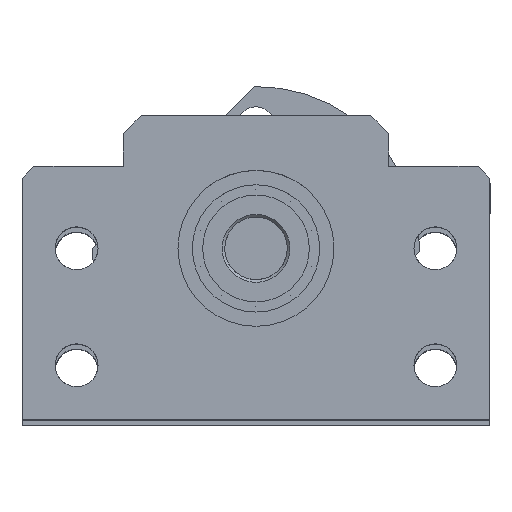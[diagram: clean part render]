
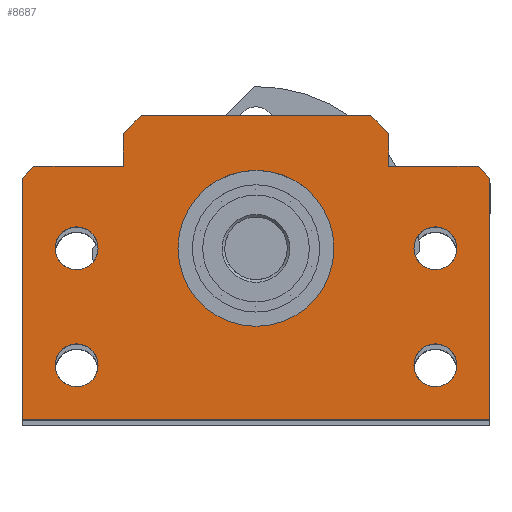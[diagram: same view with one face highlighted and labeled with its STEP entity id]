
A CAD part, top view. The second image highlights one B-rep face of the part: STEP entity #8687.
In plain terms, the highlighted face is planar.
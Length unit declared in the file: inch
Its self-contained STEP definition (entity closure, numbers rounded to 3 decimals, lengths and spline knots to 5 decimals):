
#8478=CARTESIAN_POINT('',(0.,1.21953,0.0));
#8479=VERTEX_POINT('',#8478);
#8486=CARTESIAN_POINT('',(-0.06,1.27953,0.0));
#8487=VERTEX_POINT('',#8486);
#8488=CARTESIAN_POINT('',(0.,1.21953,0.0));
#8489=DIRECTION('',(-0.707,0.707,0.0));
#8490=VECTOR('',#8489,0.08485);
#8491=LINE('',#8488,#8490);
#8492=EDGE_CURVE('',#8479,#8487,#8491,.T.);
#8509=CARTESIAN_POINT('',(-0.51181,1.27953,0.0));
#8510=VERTEX_POINT('',#8509);
#8511=CARTESIAN_POINT('',(-0.06,1.27953,0.0));
#8512=DIRECTION('',(-1.0,0.0,0.0));
#8513=VECTOR('',#8512,0.45181);
#8514=LINE('',#8511,#8513);
#8515=EDGE_CURVE('',#8487,#8510,#8514,.T.);
#8545=CARTESIAN_POINT('',(-1.1811,1.40748,0.0));
#8546=DIRECTION('',(0.0,0.0,1.0));
#8547=DIRECTION('',(1.0,0.0,0.0));
#8548=AXIS2_PLACEMENT_3D('',#8545,#8546,#8547);
#8549=PLANE('',#8548);
#8550=ORIENTED_EDGE('',*,*,#8492,.F.);
#8551=CARTESIAN_POINT('',(0.0,0.0,0.0));
#8552=VERTEX_POINT('',#8551);
#8553=CARTESIAN_POINT('',(0.0,0.0,0.0));
#8554=DIRECTION('',(0.0,1.0,0.0));
#8555=VECTOR('',#8554,1.21953);
#8556=LINE('',#8553,#8555);
#8557=EDGE_CURVE('',#8552,#8479,#8556,.T.);
#8558=ORIENTED_EDGE('',*,*,#8557,.F.);
#8559=CARTESIAN_POINT('',(-2.3622,0.,0.0));
#8560=VERTEX_POINT('',#8559);
#8561=CARTESIAN_POINT('',(-2.3622,0.,0.0));
#8562=DIRECTION('',(1.0,0.0,0.0));
#8563=VECTOR('',#8562,2.3622);
#8564=LINE('',#8561,#8563);
#8565=EDGE_CURVE('',#8560,#8552,#8564,.T.);
#8566=ORIENTED_EDGE('',*,*,#8565,.F.);
#8567=CARTESIAN_POINT('',(-2.3622,1.21953,0.0));
#8568=VERTEX_POINT('',#8567);
#8569=CARTESIAN_POINT('',(-2.3622,1.21953,0.0));
#8570=DIRECTION('',(0.0,-1.0,0.0));
#8571=VECTOR('',#8570,1.21953);
#8572=LINE('',#8569,#8571);
#8573=EDGE_CURVE('',#8568,#8560,#8572,.T.);
#8574=ORIENTED_EDGE('',*,*,#8573,.F.);
#8575=CARTESIAN_POINT('',(-2.3022,1.27953,0.0));
#8576=VERTEX_POINT('',#8575);
#8577=CARTESIAN_POINT('',(-2.3022,1.27953,0.0));
#8578=DIRECTION('',(-0.707,-0.707,0.0));
#8579=VECTOR('',#8578,0.08485);
#8580=LINE('',#8577,#8579);
#8581=EDGE_CURVE('',#8576,#8568,#8580,.T.);
#8582=ORIENTED_EDGE('',*,*,#8581,.F.);
#8583=CARTESIAN_POINT('',(-1.85039,1.27953,0.0));
#8584=VERTEX_POINT('',#8583);
#8585=CARTESIAN_POINT('',(-1.85039,1.27953,0.0));
#8586=DIRECTION('',(-1.0,0.0,0.0));
#8587=VECTOR('',#8586,0.45181);
#8588=LINE('',#8585,#8587);
#8589=EDGE_CURVE('',#8584,#8576,#8588,.T.);
#8590=ORIENTED_EDGE('',*,*,#8589,.F.);
#8591=CARTESIAN_POINT('',(-1.85039,1.44543,0.0));
#8592=VERTEX_POINT('',#8591);
#8593=CARTESIAN_POINT('',(-1.85039,1.44543,0.0));
#8594=DIRECTION('',(0.0,-1.0,0.0));
#8595=VECTOR('',#8594,0.16591);
#8596=LINE('',#8593,#8595);
#8597=EDGE_CURVE('',#8592,#8584,#8596,.T.);
#8598=ORIENTED_EDGE('',*,*,#8597,.F.);
#8599=CARTESIAN_POINT('',(-1.76039,1.53543,0.0));
#8600=VERTEX_POINT('',#8599);
#8601=CARTESIAN_POINT('',(-1.76039,1.53543,0.0));
#8602=DIRECTION('',(-0.707,-0.707,0.0));
#8603=VECTOR('',#8602,0.12728);
#8604=LINE('',#8601,#8603);
#8605=EDGE_CURVE('',#8600,#8592,#8604,.T.);
#8606=ORIENTED_EDGE('',*,*,#8605,.F.);
#8607=CARTESIAN_POINT('',(-0.60181,1.53543,0.0));
#8608=VERTEX_POINT('',#8607);
#8609=CARTESIAN_POINT('',(-0.60181,1.53543,0.0));
#8610=DIRECTION('',(-1.0,0.0,0.0));
#8611=VECTOR('',#8610,1.15858);
#8612=LINE('',#8609,#8611);
#8613=EDGE_CURVE('',#8608,#8600,#8612,.T.);
#8614=ORIENTED_EDGE('',*,*,#8613,.F.);
#8615=CARTESIAN_POINT('',(-0.51181,1.44543,0.0));
#8616=VERTEX_POINT('',#8615);
#8617=CARTESIAN_POINT('',(-0.51181,1.44543,0.0));
#8618=DIRECTION('',(-0.707,0.707,0.0));
#8619=VECTOR('',#8618,0.12728);
#8620=LINE('',#8617,#8619);
#8621=EDGE_CURVE('',#8616,#8608,#8620,.T.);
#8622=ORIENTED_EDGE('',*,*,#8621,.F.);
#8623=CARTESIAN_POINT('',(-0.51181,1.27953,0.0));
#8624=DIRECTION('',(0.0,1.0,0.0));
#8625=VECTOR('',#8624,0.16591);
#8626=LINE('',#8623,#8625);
#8627=EDGE_CURVE('',#8510,#8616,#8626,.T.);
#8628=ORIENTED_EDGE('',*,*,#8627,.F.);
#8629=ORIENTED_EDGE('',*,*,#8515,.F.);
#8630=EDGE_LOOP('',(#8550,#8558,#8566,#8574,#8582,#8590,#8598,#8606,#8614,#8622,#8628,#8629));
#8631=FACE_OUTER_BOUND('',#8630,.T.);
#8632=CARTESIAN_POINT('',(-2.19488,0.86614,0.0));
#8633=VERTEX_POINT('',#8632);
#8634=CARTESIAN_POINT('',(-2.08661,0.86614,0.0));
#8635=DIRECTION('',(0.0,0.0,1.0));
#8636=DIRECTION('',(1.0,0.0,0.0));
#8637=AXIS2_PLACEMENT_3D('',#8634,#8635,#8636);
#8638=CIRCLE('',#8637,0.10827);
#8639=EDGE_CURVE('',#8633,#8633,#8638,.T.);
#8640=ORIENTED_EDGE('',*,*,#8639,.T.);
#8641=EDGE_LOOP('',(#8640));
#8642=FACE_BOUND('',#8641,.T.);
#8643=CARTESIAN_POINT('',(-0.38386,0.86614,0.0));
#8644=VERTEX_POINT('',#8643);
#8645=CARTESIAN_POINT('',(-0.27559,0.86614,0.0));
#8646=DIRECTION('',(0.0,0.0,1.0));
#8647=DIRECTION('',(1.0,0.0,0.0));
#8648=AXIS2_PLACEMENT_3D('',#8645,#8646,#8647);
#8649=CIRCLE('',#8648,0.10827);
#8650=EDGE_CURVE('',#8644,#8644,#8649,.T.);
#8651=ORIENTED_EDGE('',*,*,#8650,.T.);
#8652=EDGE_LOOP('',(#8651));
#8653=FACE_BOUND('',#8652,.T.);
#8654=CARTESIAN_POINT('',(-0.38386,0.27559,0.0));
#8655=VERTEX_POINT('',#8654);
#8656=CARTESIAN_POINT('',(-0.27559,0.27559,0.0));
#8657=DIRECTION('',(0.0,0.0,1.0));
#8658=DIRECTION('',(1.0,0.0,0.0));
#8659=AXIS2_PLACEMENT_3D('',#8656,#8657,#8658);
#8660=CIRCLE('',#8659,0.10827);
#8661=EDGE_CURVE('',#8655,#8655,#8660,.T.);
#8662=ORIENTED_EDGE('',*,*,#8661,.T.);
#8663=EDGE_LOOP('',(#8662));
#8664=FACE_BOUND('',#8663,.T.);
#8665=CARTESIAN_POINT('',(-2.19488,0.27559,0.0));
#8666=VERTEX_POINT('',#8665);
#8667=CARTESIAN_POINT('',(-2.08661,0.27559,0.0));
#8668=DIRECTION('',(0.0,0.0,1.0));
#8669=DIRECTION('',(1.0,0.0,0.0));
#8670=AXIS2_PLACEMENT_3D('',#8667,#8668,#8669);
#8671=CIRCLE('',#8670,0.10827);
#8672=EDGE_CURVE('',#8666,#8666,#8671,.T.);
#8673=ORIENTED_EDGE('',*,*,#8672,.T.);
#8674=EDGE_LOOP('',(#8673));
#8675=FACE_BOUND('',#8674,.T.);
#8676=CARTESIAN_POINT('',(-1.5748,0.86614,0.0));
#8677=VERTEX_POINT('',#8676);
#8678=CARTESIAN_POINT('',(-1.1811,0.86614,0.0));
#8679=DIRECTION('',(0.0,0.0,1.0));
#8680=DIRECTION('',(1.0,0.0,0.0));
#8681=AXIS2_PLACEMENT_3D('',#8678,#8679,#8680);
#8682=CIRCLE('',#8681,0.3937);
#8683=EDGE_CURVE('',#8677,#8677,#8682,.T.);
#8684=ORIENTED_EDGE('',*,*,#8683,.T.);
#8685=EDGE_LOOP('',(#8684));
#8686=FACE_BOUND('',#8685,.T.);
#8687=ADVANCED_FACE('',(#8631,#8642,#8653,#8664,#8675,#8686),#8549,.F.);
